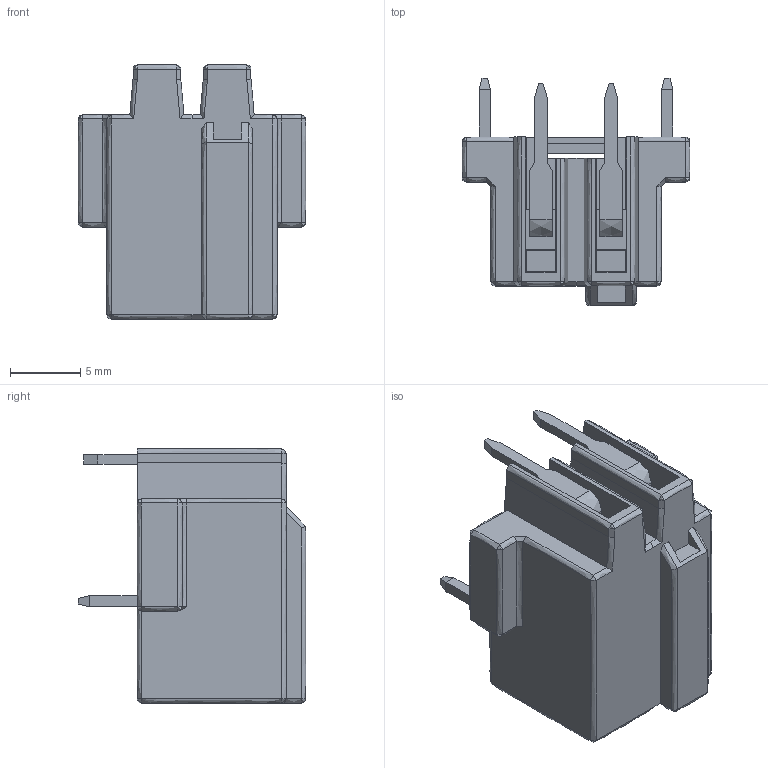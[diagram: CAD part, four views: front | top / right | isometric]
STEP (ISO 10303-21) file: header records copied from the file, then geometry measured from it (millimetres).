
FILE_DESCRIPTION( ('This file contains a STEP AP42 implementation' ,'as created by ZW3D STEP Interface translator.') ,'2;1' );
FILE_NAME( 'WJ9RC-5.0-02P.stp' ,'25 422. 83359', (''), ('ZWCAD Software Co.'), 'Version 1.0', 'ZW3D to STEP translator', '' );
FILE_SCHEMA(('AUTOMOTIVE_DESIGN'));
Length unit declared in the file: millimetre
Products named in the file (2): 0; WJ9RC-5.0-02P蚾饜
Bounding box: 16.2 x 16.2 x 18.1 mm (x, y, z)
Volume: 975.6 mm3; surface area: 2202.2 mm2
Topology: 1 solids, 13 shells, 381 faces, 927 edges, 574 vertices
Faces by surface type: bspline 381
Entity records: 11336 total; most frequent: CARTESIAN_POINT 5257, ORIENTED_EDGE 1850, EDGE_CURVE 925, B_SPLINE_CURVE_WITH_KNOTS 835, VERTEX_POINT 574, EDGE_LOOP 387, FACE_OUTER_BOUND 381, ADVANCED_FACE 381
